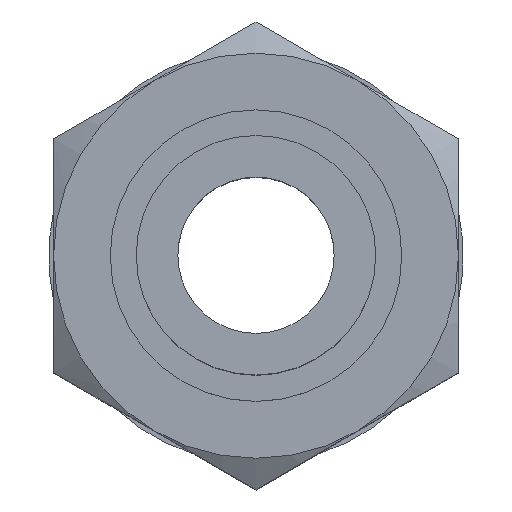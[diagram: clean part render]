
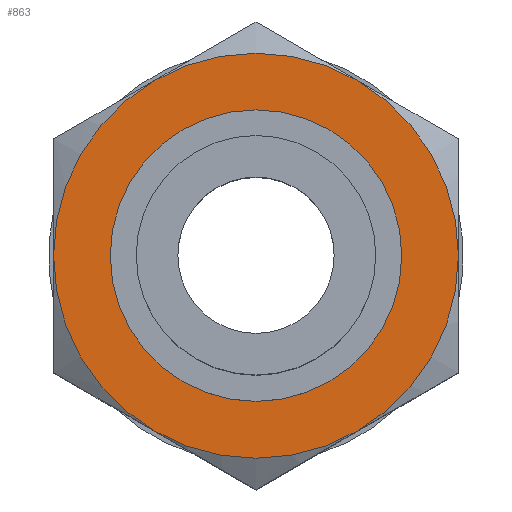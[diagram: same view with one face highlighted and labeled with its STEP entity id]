
A CAD part, top view. The second image highlights one B-rep face of the part: STEP entity #863.
In plain terms, the highlighted planar face has unit normal (0, 0, 1).
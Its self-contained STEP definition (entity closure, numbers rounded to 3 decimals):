
#62=PLANE('',#941);
#77=CIRCLE('',#887,18.);
#78=CIRCLE('',#889,18.);
#79=CIRCLE('',#891,18.);
#80=CIRCLE('',#893,18.);
#81=CIRCLE('',#895,18.);
#82=CIRCLE('',#897,18.);
#107=CIRCLE('',#940,12.);
#183=ORIENTED_EDGE('',*,*,#308,.T.);
#184=ORIENTED_EDGE('',*,*,#258,.F.);
#185=ORIENTED_EDGE('',*,*,#260,.F.);
#186=ORIENTED_EDGE('',*,*,#266,.F.);
#187=ORIENTED_EDGE('',*,*,#271,.F.);
#188=ORIENTED_EDGE('',*,*,#265,.F.);
#189=ORIENTED_EDGE('',*,*,#256,.F.);
#256=EDGE_CURVE('',#327,#325,#77,.T.);
#258=EDGE_CURVE('',#329,#327,#78,.T.);
#260=EDGE_CURVE('',#330,#329,#79,.T.);
#265=EDGE_CURVE('',#325,#332,#80,.T.);
#266=EDGE_CURVE('',#334,#330,#81,.T.);
#271=EDGE_CURVE('',#332,#334,#82,.T.);
#308=EDGE_CURVE('',#373,#373,#107,.F.);
#325=VERTEX_POINT('',#1137);
#327=VERTEX_POINT('',#1143);
#329=VERTEX_POINT('',#1151);
#330=VERTEX_POINT('',#1160);
#332=VERTEX_POINT('',#1177);
#334=VERTEX_POINT('',#1186);
#373=VERTEX_POINT('',#1335);
#444=EDGE_LOOP('',(#183));
#445=EDGE_LOOP('',(#184,#185,#186,#187,#188,#189));
#510=FACE_BOUND('',#444,.T.);
#511=FACE_BOUND('',#445,.T.);
#863=ADVANCED_FACE('',(#510,#511),#62,.T.);
#887=AXIS2_PLACEMENT_3D('',#1144,#967,#968);
#889=AXIS2_PLACEMENT_3D('',#1152,#971,#972);
#891=AXIS2_PLACEMENT_3D('',#1159,#975,#976);
#893=AXIS2_PLACEMENT_3D('',#1183,#979,#980);
#895=AXIS2_PLACEMENT_3D('',#1185,#983,#984);
#897=AXIS2_PLACEMENT_3D('',#1207,#987,#988);
#940=AXIS2_PLACEMENT_3D('',#1334,#1073,#1074);
#941=AXIS2_PLACEMENT_3D('',#1336,#1075,#1076);
#967=DIRECTION('',(0.,0.,-1.));
#968=DIRECTION('',(-1.,0.,0.));
#971=DIRECTION('',(0.,0.,-1.));
#972=DIRECTION('',(-1.,0.,0.));
#975=DIRECTION('',(0.,0.,-1.));
#976=DIRECTION('',(-1.,0.,0.));
#979=DIRECTION('',(0.,0.,-1.));
#980=DIRECTION('',(-1.,0.,0.));
#983=DIRECTION('',(0.,0.,-1.));
#984=DIRECTION('',(-1.,0.,0.));
#987=DIRECTION('',(0.,0.,-1.));
#988=DIRECTION('',(-1.,0.,0.));
#1073=DIRECTION('',(0.,0.,1.));
#1074=DIRECTION('',(1.,0.,0.));
#1075=DIRECTION('',(0.,0.,1.));
#1076=DIRECTION('',(1.,0.,0.));
#1137=CARTESIAN_POINT('',(18.,0.,-25.75));
#1143=CARTESIAN_POINT('',(9.,15.588,-25.75));
#1144=CARTESIAN_POINT('',(0.,0.,-25.75));
#1151=CARTESIAN_POINT('',(-9.,15.588,-25.75));
#1152=CARTESIAN_POINT('',(0.,0.,-25.75));
#1159=CARTESIAN_POINT('',(0.,0.,-25.75));
#1160=CARTESIAN_POINT('',(-18.,0.,-25.75));
#1177=CARTESIAN_POINT('',(9.,-15.588,-25.75));
#1183=CARTESIAN_POINT('',(0.,0.,-25.75));
#1185=CARTESIAN_POINT('',(0.,0.,-25.75));
#1186=CARTESIAN_POINT('',(-9.,-15.588,-25.75));
#1207=CARTESIAN_POINT('',(0.,0.,-25.75));
#1334=CARTESIAN_POINT('',(0.,0.,-25.75));
#1335=CARTESIAN_POINT('',(12.,0.,-25.75));
#1336=CARTESIAN_POINT('',(0.,18.,-25.75));
